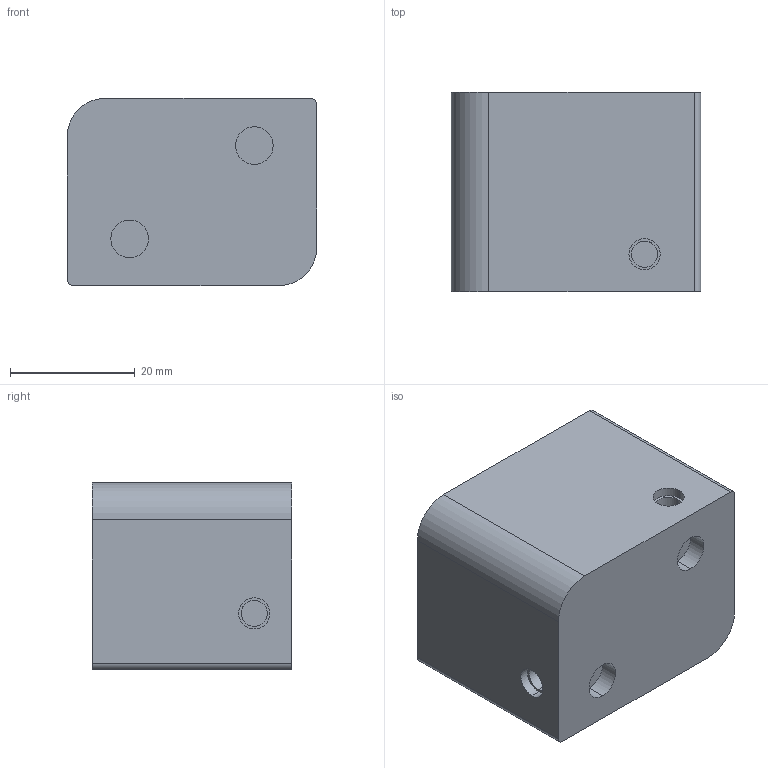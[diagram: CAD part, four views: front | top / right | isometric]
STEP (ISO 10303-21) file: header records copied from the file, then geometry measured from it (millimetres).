
FILE_DESCRIPTION (( 'STEP AP214' ), '1' );
FILE_NAME ('debubler bottom - v2.STEP', '2018-11-26T11:26:46', ( '' ), ( '' ), 'SwSTEP 2.0', 'SolidWorks 2016', '' );
FILE_SCHEMA (( 'AUTOMOTIVE_DESIGN' ));
Length unit declared in the file: millimetre
Products named in the file (1): debubler bottom - v2
Bounding box: 40 x 32 x 30 mm (x, y, z)
Volume: 32975.2 mm3; surface area: 8871.9 mm2
Topology: 1 solids, 1 shells, 62 faces, 141 edges, 94 vertices
Faces by surface type: cylinder 37, plane 25
Entity records: 1895 total; most frequent: CARTESIAN_POINT 384, DIRECTION 333, ORIENTED_EDGE 282, EDGE_CURVE 141, AXIS2_PLACEMENT_3D 133, VERTEX_POINT 94, EDGE_LOOP 79, CIRCLE 70
